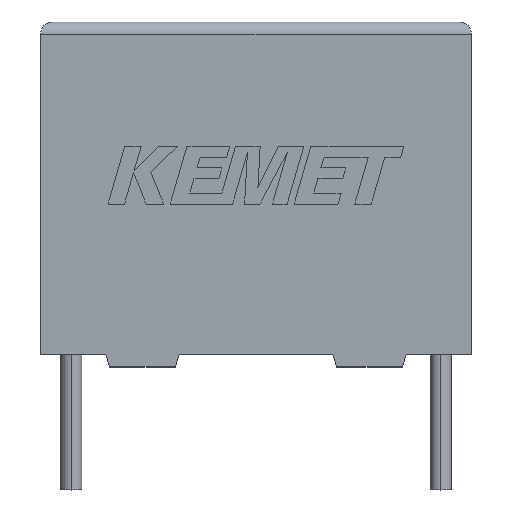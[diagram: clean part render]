
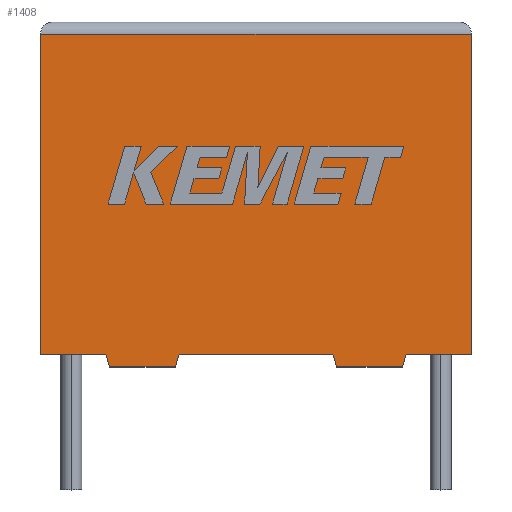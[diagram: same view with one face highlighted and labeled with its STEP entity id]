
A CAD part, top view. The second image highlights one B-rep face of the part: STEP entity #1408.
In plain terms, the highlighted planar face has unit normal (0, 0, 1).
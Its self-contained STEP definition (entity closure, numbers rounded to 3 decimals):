
#25 = DIRECTION ( 'NONE',  ( -0.287, 0.958, 0. ) ) ;
#27 = DIRECTION ( 'NONE',  ( 1., 0., 0. ) ) ;
#90 = EDGE_CURVE ( 'NONE', #2674, #689, #1278, .T. ) ;
#91 = CARTESIAN_POINT ( 'NONE',  ( 17.5, 0., 7. ) ) ;
#112 = CARTESIAN_POINT ( 'NONE',  ( 0., 0., 7. ) ) ;
#120 = CARTESIAN_POINT ( 'NONE',  ( 0., 13., 7. ) ) ;
#231 = LINE ( 'NONE', #1466, #1080 ) ;
#237 = LINE ( 'NONE', #2574, #811 ) ;
#459 = EDGE_CURVE ( 'NONE', #2113, #1428, #587, .T. ) ;
#491 = VECTOR ( 'NONE', #2105, 1000. ) ;
#530 = ORIENTED_EDGE ( 'NONE', *, *, #459, .T. ) ;
#541 = LINE ( 'NONE', #91, #491 ) ;
#569 = ORIENTED_EDGE ( 'NONE', *, *, #3132, .T. ) ;
#587 = LINE ( 'NONE', #2398, #2388 ) ;
#608 = LINE ( 'NONE', #707, #2347 ) ;
#689 = VERTEX_POINT ( 'NONE', #1053 ) ;
#707 = CARTESIAN_POINT ( 'NONE',  ( 14.7, -0.5, 7. ) ) ;
#746 = DIRECTION ( 'NONE',  ( 0.287, 0.958, 0. ) ) ;
#785 = ORIENTED_EDGE ( 'NONE', *, *, #2159, .T. ) ;
#811 = VECTOR ( 'NONE', #3047, 1000. ) ;
#813 = ORIENTED_EDGE ( 'NONE', *, *, #2361, .T. ) ;
#948 = ORIENTED_EDGE ( 'NONE', *, *, #1213, .T. ) ;
#1002 = LINE ( 'NONE', #2271, #2551 ) ;
#1052 = VERTEX_POINT ( 'NONE', #3120 ) ;
#1053 = CARTESIAN_POINT ( 'NONE',  ( 11.873, 0., 7. ) ) ;
#1080 = VECTOR ( 'NONE', #1244, 1000. ) ;
#1093 = DIRECTION ( 'NONE',  ( 1., 0., 0. ) ) ;
#1109 = CARTESIAN_POINT ( 'NONE',  ( 14.85, 0., 7. ) ) ;
#1187 = VECTOR ( 'NONE', #2999, 1000. ) ;
#1202 = EDGE_CURVE ( 'NONE', #1052, #2113, #2220, .T. ) ;
#1213 = EDGE_CURVE ( 'NONE', #1428, #1659, #2526, .T. ) ;
#1224 = ORIENTED_EDGE ( 'NONE', *, *, #90, .F. ) ;
#1244 = DIRECTION ( 'NONE',  ( 0., -1., 0. ) ) ;
#1245 = EDGE_CURVE ( 'NONE', #2100, #2279, #1744, .T. ) ;
#1250 = DIRECTION ( 'NONE',  ( -1., 0., 0. ) ) ;
#1278 = LINE ( 'NONE', #2026, #1335 ) ;
#1295 = CARTESIAN_POINT ( 'NONE',  ( 5.628, 0., 7. ) ) ;
#1316 = EDGE_CURVE ( 'NONE', #2100, #2684, #3016, .T. ) ;
#1335 = VECTOR ( 'NONE', #25, 1000. ) ;
#1348 = VECTOR ( 'NONE', #746, 1000. ) ;
#1408 = ADVANCED_FACE ( 'NONE', ( #2585 ), #2074, .F. ) ;
#1428 = VERTEX_POINT ( 'NONE', #2403 ) ;
#1433 = DIRECTION ( 'NONE',  ( -1., 0., 0. ) ) ;
#1466 = CARTESIAN_POINT ( 'NONE',  ( 0., 0., 7. ) ) ;
#1470 = DIRECTION ( 'NONE',  ( 0.287, -0.958, 0. ) ) ;
#1528 = CARTESIAN_POINT ( 'NONE',  ( 0., 0., 7. ) ) ;
#1552 = VECTOR ( 'NONE', #2044, 1000. ) ;
#1570 = EDGE_CURVE ( 'NONE', #1576, #1944, #231, .T. ) ;
#1576 = VERTEX_POINT ( 'NONE', #3210 ) ;
#1612 = AXIS2_PLACEMENT_3D ( 'NONE', #1836, #3066, #2107 ) ;
#1634 = ORIENTED_EDGE ( 'NONE', *, *, #1245, .F. ) ;
#1659 = VERTEX_POINT ( 'NONE', #1295 ) ;
#1744 = LINE ( 'NONE', #2470, #1187 ) ;
#1757 = ORIENTED_EDGE ( 'NONE', *, *, #1316, .T. ) ;
#1778 = CARTESIAN_POINT ( 'NONE',  ( 14.7, -0.5, 7. ) ) ;
#1836 = CARTESIAN_POINT ( 'NONE',  ( 0., 0., 7. ) ) ;
#1861 = ORIENTED_EDGE ( 'NONE', *, *, #3042, .F. ) ;
#1944 = VERTEX_POINT ( 'NONE', #112 ) ;
#1949 = LINE ( 'NONE', #120, #2133 ) ;
#2011 = CARTESIAN_POINT ( 'NONE',  ( 5.478, -0.5, 7. ) ) ;
#2026 = CARTESIAN_POINT ( 'NONE',  ( 12.023, -0.5, 7. ) ) ;
#2044 = DIRECTION ( 'NONE',  ( 1., 0., 0. ) ) ;
#2074 = PLANE ( 'NONE',  #1612 ) ;
#2100 = VERTEX_POINT ( 'NONE', #1109 ) ;
#2105 = DIRECTION ( 'NONE',  ( 0., 1., 0. ) ) ;
#2107 = DIRECTION ( 'NONE',  ( -1., 0., 0. ) ) ;
#2108 = CARTESIAN_POINT ( 'NONE',  ( 2.8, -0.5, 7. ) ) ;
#2113 = VERTEX_POINT ( 'NONE', #2108 ) ;
#2119 = EDGE_CURVE ( 'NONE', #1944, #1052, #237, .T. ) ;
#2133 = VECTOR ( 'NONE', #1433, 1000. ) ;
#2159 = EDGE_CURVE ( 'NONE', #2395, #1576, #1949, .T. ) ;
#2220 = LINE ( 'NONE', #2286, #2858 ) ;
#2248 = ORIENTED_EDGE ( 'NONE', *, *, #1202, .T. ) ;
#2271 = CARTESIAN_POINT ( 'NONE',  ( 0., 0., 7. ) ) ;
#2279 = VERTEX_POINT ( 'NONE', #1778 ) ;
#2286 = CARTESIAN_POINT ( 'NONE',  ( 2.65, 0., 7. ) ) ;
#2347 = VECTOR ( 'NONE', #1250, 1000. ) ;
#2361 = EDGE_CURVE ( 'NONE', #2684, #2395, #541, .T. ) ;
#2388 = VECTOR ( 'NONE', #1093, 1000. ) ;
#2395 = VERTEX_POINT ( 'NONE', #2572 ) ;
#2398 = CARTESIAN_POINT ( 'NONE',  ( 2.8, -0.5, 7. ) ) ;
#2403 = CARTESIAN_POINT ( 'NONE',  ( 5.478, -0.5, 7. ) ) ;
#2470 = CARTESIAN_POINT ( 'NONE',  ( 14.85, 0., 7. ) ) ;
#2506 = CARTESIAN_POINT ( 'NONE',  ( 17.5, 0., 7. ) ) ;
#2526 = LINE ( 'NONE', #2011, #1348 ) ;
#2551 = VECTOR ( 'NONE', #27, 1000. ) ;
#2572 = CARTESIAN_POINT ( 'NONE',  ( 17.5, 13., 7. ) ) ;
#2574 = CARTESIAN_POINT ( 'NONE',  ( 0., 0., 7. ) ) ;
#2585 = FACE_OUTER_BOUND ( 'NONE', #3037, .T. ) ;
#2674 = VERTEX_POINT ( 'NONE', #2714 ) ;
#2684 = VERTEX_POINT ( 'NONE', #2506 ) ;
#2714 = CARTESIAN_POINT ( 'NONE',  ( 12.023, -0.5, 7. ) ) ;
#2831 = ORIENTED_EDGE ( 'NONE', *, *, #2119, .T. ) ;
#2858 = VECTOR ( 'NONE', #1470, 1000. ) ;
#2980 = ORIENTED_EDGE ( 'NONE', *, *, #1570, .T. ) ;
#2999 = DIRECTION ( 'NONE',  ( -0.287, -0.958, 0. ) ) ;
#3016 = LINE ( 'NONE', #1528, #1552 ) ;
#3037 = EDGE_LOOP ( 'NONE', ( #813, #785, #2980, #2831, #2248, #530, #948, #569, #1224, #1861, #1634, #1757 ) ) ;
#3042 = EDGE_CURVE ( 'NONE', #2279, #2674, #608, .T. ) ;
#3047 = DIRECTION ( 'NONE',  ( 1., 0., 0. ) ) ;
#3066 = DIRECTION ( 'NONE',  ( 0., 0., -1. ) ) ;
#3120 = CARTESIAN_POINT ( 'NONE',  ( 2.65, 0., 7. ) ) ;
#3132 = EDGE_CURVE ( 'NONE', #1659, #689, #1002, .T. ) ;
#3210 = CARTESIAN_POINT ( 'NONE',  ( 0., 13., 7. ) ) ;
